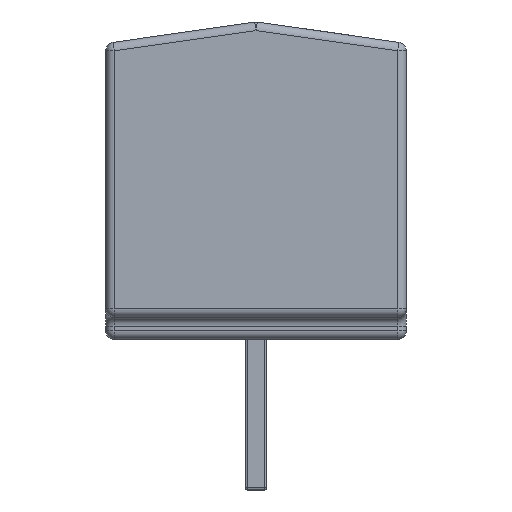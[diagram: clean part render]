
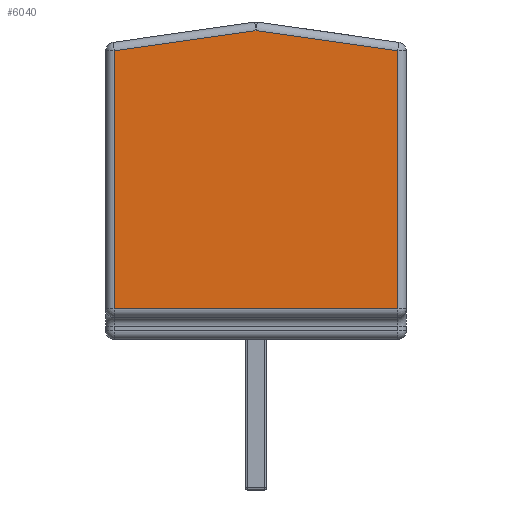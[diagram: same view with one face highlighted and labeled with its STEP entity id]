
A CAD part, left-side view. The second image highlights one B-rep face of the part: STEP entity #6040.
In plain terms, the highlighted planar face has unit normal (-1, 0, 0).
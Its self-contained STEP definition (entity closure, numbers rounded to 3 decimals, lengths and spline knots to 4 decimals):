
#277=PLANE('',#6625);
#550=FACE_OUTER_BOUND('',#944,.T.);
#944=EDGE_LOOP('',(#4384,#4385,#4386,#4387,#4388));
#1289=LINE('',#8918,#1901);
#1295=LINE('',#8948,#1907);
#1297=LINE('',#8958,#1909);
#1300=LINE('',#8984,#1912);
#1302=LINE('',#8987,#1914);
#1901=VECTOR('',#7230,10.);
#1907=VECTOR('',#7266,10.);
#1909=VECTOR('',#7278,10.);
#1912=VECTOR('',#7309,10.);
#1914=VECTOR('',#7313,10.);
#2743=VERTEX_POINT('',#8903);
#2746=VERTEX_POINT('',#8910);
#2757=VERTEX_POINT('',#8943);
#2758=VERTEX_POINT('',#8950);
#2769=VERTEX_POINT('',#8980);
#3304=EDGE_CURVE('',#2746,#2743,#1289,.T.);
#3319=EDGE_CURVE('',#2743,#2757,#1295,.T.);
#3324=EDGE_CURVE('',#2758,#2746,#1297,.T.);
#3336=EDGE_CURVE('',#2757,#2769,#1300,.T.);
#3338=EDGE_CURVE('',#2769,#2758,#1302,.T.);
#4384=ORIENTED_EDGE('',*,*,#3304,.F.);
#4385=ORIENTED_EDGE('',*,*,#3324,.F.);
#4386=ORIENTED_EDGE('',*,*,#3338,.F.);
#4387=ORIENTED_EDGE('',*,*,#3336,.F.);
#4388=ORIENTED_EDGE('',*,*,#3319,.F.);
#6040=ADVANCED_FACE('',(#550),#277,.T.);
#6625=AXIS2_PLACEMENT_3D('',#9081,#7437,#7438);
#7230=DIRECTION('',(0.,-0.99,0.141));
#7266=DIRECTION('',(0.,-0.99,-0.141));
#7278=DIRECTION('',(0.,0.,1.));
#7309=DIRECTION('',(0.,0.,-1.));
#7313=DIRECTION('',(0.,1.,0.));
#7437=DIRECTION('center_axis',(-1.,0.,0.));
#7438=DIRECTION('ref_axis',(0.,-1.,0.));
#8903=CARTESIAN_POINT('',(-12.065,0.,7.198));
#8910=CARTESIAN_POINT('',(-12.065,3.3,6.7265));
#8918=CARTESIAN_POINT('',(-12.065,3.0797,6.758));
#8943=CARTESIAN_POINT('',(-12.065,-3.3,6.7265));
#8948=CARTESIAN_POINT('',(-12.065,0.3503,7.248));
#8950=CARTESIAN_POINT('',(-12.065,3.3,0.71));
#8958=CARTESIAN_POINT('',(-12.065,3.3,0.));
#8980=CARTESIAN_POINT('',(-12.065,-3.3,0.71));
#8984=CARTESIAN_POINT('',(-12.065,-3.3,0.));
#8987=CARTESIAN_POINT('',(-12.065,1.75,0.71));
#9081=CARTESIAN_POINT('Origin',(-12.065,3.5,0.));
